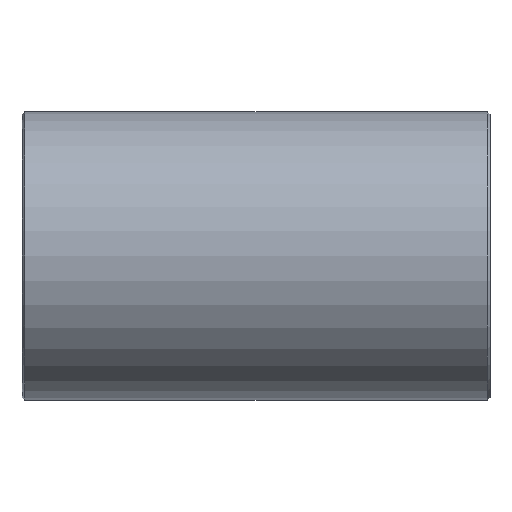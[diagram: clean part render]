
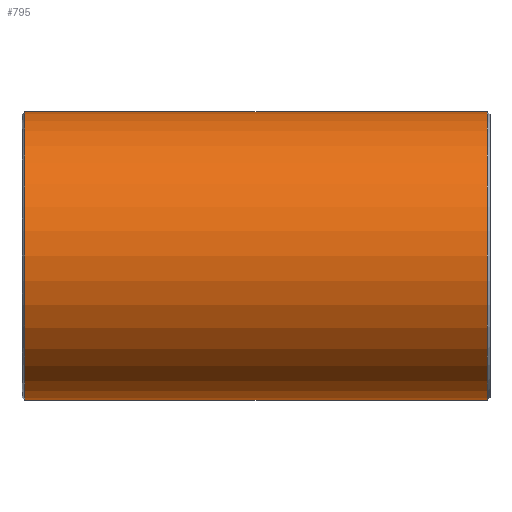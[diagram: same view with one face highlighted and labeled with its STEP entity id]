
A CAD part, front view. The second image highlights one B-rep face of the part: STEP entity #795.
In plain terms, the highlighted cylindrical face has radius 109.537 mm (diameter 219.075 mm), a partial arc.
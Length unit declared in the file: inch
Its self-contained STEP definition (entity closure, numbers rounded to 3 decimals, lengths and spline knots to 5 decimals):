
#1 = CARTESIAN_POINT ( 'NONE',  ( 7., 0., 4.3125 ) ) ;
#40 = VERTEX_POINT ( 'NONE', #706 ) ;
#68 = EDGE_CURVE ( 'NONE', #600, #473, #762, .T. ) ;
#93 = FACE_OUTER_BOUND ( 'NONE', #619, .T. ) ;
#153 = DIRECTION ( 'NONE',  ( -1., 0., 0. ) ) ;
#179 = ORIENTED_EDGE ( 'NONE', *, *, #191, .T. ) ;
#189 = ORIENTED_EDGE ( 'NONE', *, *, #68, .T. ) ;
#191 = EDGE_CURVE ( 'NONE', #242, #600, #430, .T. ) ;
#204 = ORIENTED_EDGE ( 'NONE', *, *, #679, .F. ) ;
#219 = DIRECTION ( 'NONE',  ( 0., 0., 1. ) ) ;
#220 = DIRECTION ( 'NONE',  ( 1., 0., 0. ) ) ;
#242 = VERTEX_POINT ( 'NONE', #383 ) ;
#266 = LINE ( 'NONE', #644, #384 ) ;
#289 = CYLINDRICAL_SURFACE ( 'NONE', #330, 4.3125 ) ;
#290 = CARTESIAN_POINT ( 'NONE',  ( -6.91667, 0., 0. ) ) ;
#327 = DIRECTION ( 'NONE',  ( -1., 0., 0. ) ) ;
#330 = AXIS2_PLACEMENT_3D ( 'NONE', #346, #535, #219 ) ;
#346 = CARTESIAN_POINT ( 'NONE',  ( 7., 0., 0. ) ) ;
#383 = CARTESIAN_POINT ( 'NONE',  ( 6.91667, 0., 4.3125 ) ) ;
#384 = VECTOR ( 'NONE', #327, 39.37008 ) ;
#391 = CARTESIAN_POINT ( 'NONE',  ( -6.91667, 0., 4.3125 ) ) ;
#410 = AXIS2_PLACEMENT_3D ( 'NONE', #290, #220, #519 ) ;
#430 = LINE ( 'NONE', #1, #560 ) ;
#459 = AXIS2_PLACEMENT_3D ( 'NONE', #766, #153, #581 ) ;
#473 = VERTEX_POINT ( 'NONE', #668 ) ;
#496 = ORIENTED_EDGE ( 'NONE', *, *, #633, .T. ) ;
#499 = DIRECTION ( 'NONE',  ( -1., 0., 0. ) ) ;
#519 = DIRECTION ( 'NONE',  ( 0., 0., 1. ) ) ;
#535 = DIRECTION ( 'NONE',  ( -1., 0., 0. ) ) ;
#560 = VECTOR ( 'NONE', #499, 39.37008 ) ;
#581 = DIRECTION ( 'NONE',  ( 0., 0., -1. ) ) ;
#600 = VERTEX_POINT ( 'NONE', #391 ) ;
#619 = EDGE_LOOP ( 'NONE', ( #204, #496, #179, #189 ) ) ;
#633 = EDGE_CURVE ( 'NONE', #40, #242, #774, .T. ) ;
#644 = CARTESIAN_POINT ( 'NONE',  ( 7., 0., -4.3125 ) ) ;
#668 = CARTESIAN_POINT ( 'NONE',  ( -6.91667, 0., -4.3125 ) ) ;
#679 = EDGE_CURVE ( 'NONE', #40, #473, #266, .T. ) ;
#706 = CARTESIAN_POINT ( 'NONE',  ( 6.91667, 0., -4.3125 ) ) ;
#762 = CIRCLE ( 'NONE', #410, 4.3125 ) ;
#766 = CARTESIAN_POINT ( 'NONE',  ( 6.91667, 0., 0. ) ) ;
#774 = CIRCLE ( 'NONE', #459, 4.3125 ) ;
#795 = ADVANCED_FACE ( 'NONE', ( #93 ), #289, .T. ) ;
